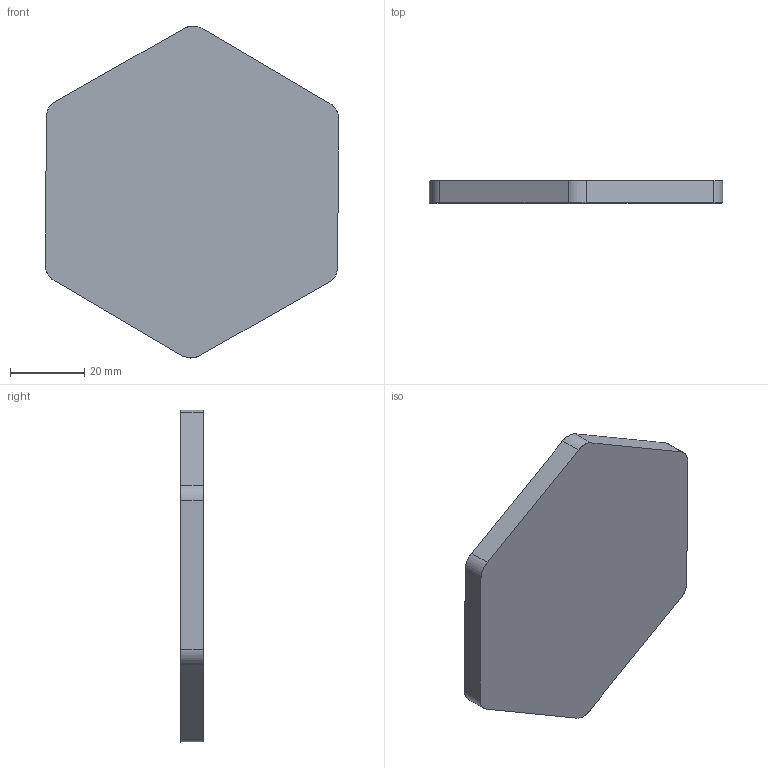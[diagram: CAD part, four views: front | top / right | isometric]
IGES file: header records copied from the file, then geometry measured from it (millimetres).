
Start section: SolidWorks IGES file using analytic representation for surfaces
Global section: file name: Badge.IGS; native system: SolidWorks 2020; preprocessor: SolidWorks 2020; author: chapan01; date: 210524.100945; units: millimetre
Bounding box: 79.27 x 6 x 89.71 mm (x, y, z)
Surface area: 13423.8 mm2 (no closed solid volume)
Topology: 0 solids, 0 shells, 96 faces, 1070 edges, 1070 vertices
Faces by surface type: bspline 50, revolution 46
